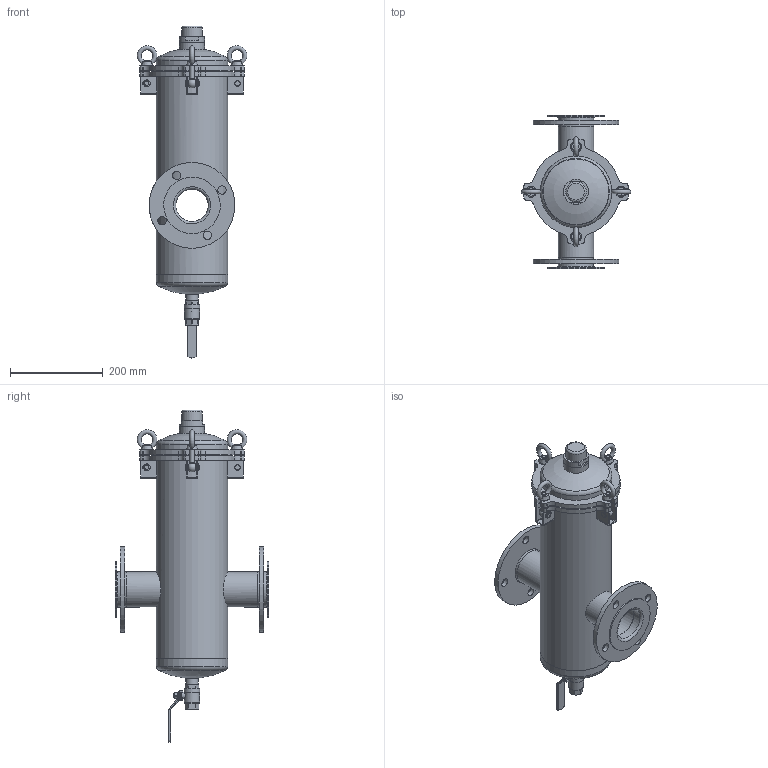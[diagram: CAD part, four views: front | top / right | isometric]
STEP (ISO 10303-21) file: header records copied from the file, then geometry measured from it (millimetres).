
FILE_DESCRIPTION(/* description */ ('Unknown'),/* implementation_level */ '2;1');
FILE_NAME(/* name */ 'RD21DN065 STP',/* time_stamp */ '2021-04-08T16:17:37+02:00',/* author */ ('Unknown'),/* organization */ ('Unknown'),/* preprocessor_version */ 'ST-DEVELOPER v16.7',/* originating_system */ 'Solid Edge',/* authorisation */ 'Unknown');
FILE_SCHEMA (('AUTOMOTIVE_DESIGN {1 0 10303 214 3 1 1}'));
Length unit declared in the file: millimetre
Products named in the file (23): RD21DN065 STP; 2-004-1; 1-001-1; 2-006-1; KROUZEK LEMOVY DN 65; PRIRUBA TOCIVA DN65; O KROUZEK NBR 70 ShA 158,12x6,99; 1-002-1; 1-027-1; 1-021-1; KROUZEK POJISTNY  A9 DIN471; ŠROUB S OKEM M10 DIN 444B A2; MATICE M10 S OKEM DIN 582 A2 ; 1-011-1; 1-016-1; O KROUZEK 38X4 NBR 70 Sha; 1-018-1; 1-020-1; 1-012-1; MUFNA G 1_2 HALF; BALL VALVE 1_2  MF; BALL VALVE MF G1_2 MF PART1; BALL VALVE MF G1_2 MF PART2
Assembly tree (40 placements, depth 3):
  RD21DN065 STP
    2-004-1
    1-001-1
    2-006-1  x2
    KROUZEK LEMOVY DN 65  x2
    PRIRUBA TOCIVA DN65  x2
    O KROUZEK NBR 70 ShA 158,12x6,99
    1-002-1
    1-027-1  x4
    1-021-1  x4
    KROUZEK POJISTNY  A9 DIN471  x4
    ŠROUB S OKEM M10 DIN 444B A2  x4
    MATICE M10 S OKEM DIN 582 A2   x4
    1-011-1
    1-016-1
    O KROUZEK 38X4 NBR 70 Sha
    1-018-1
    1-020-1
    1-012-1
    MUFNA G 1_2 HALF
    BALL VALVE 1_2  MF
      BALL VALVE MF G1_2 MF PART1
      BALL VALVE MF G1_2 MF PART2
Bounding box: 236.98 x 330 x 715.6 mm (x, y, z)
Volume: 1549762.2 mm3; surface area: 937623.9 mm2
Topology: 39 solids, 39 shells, 710 faces, 1753 edges, 1149 vertices
Faces by surface type: plane 302, cylinder 292, cone 66, torus 33, sphere 9, bspline 8
Full cylindrical faces by diameter (mm): 1.47 x8, 7 x1, 7.5 x1, 8 x1, 8.376 x4, 9 x4, 10 x16, 10.5 x4, 11 x9, 12 x5, 15 x3, 18 x8, 18.631 x2, 20.955 x1, 26 x1, 26.5 x1, 27 x1, 30 x1, 30.291 x1, 31 x1, 32.5 x1, 33.2 x1, 33.249 x1, 34 x1, 35 x1, 36.376 x1, 38 x3, 39.2 x1, 44 x1, 46 x1
Entity records: 18530 total; most frequent: CARTESIAN_POINT 5978, DIRECTION 2373, ORIENTED_EDGE 2030, EDGE_CURVE 1015, AXIS2_PLACEMENT_3D 958, VERTEX_POINT 729, EDGE_LOOP 688, FACE_BOUND 688
